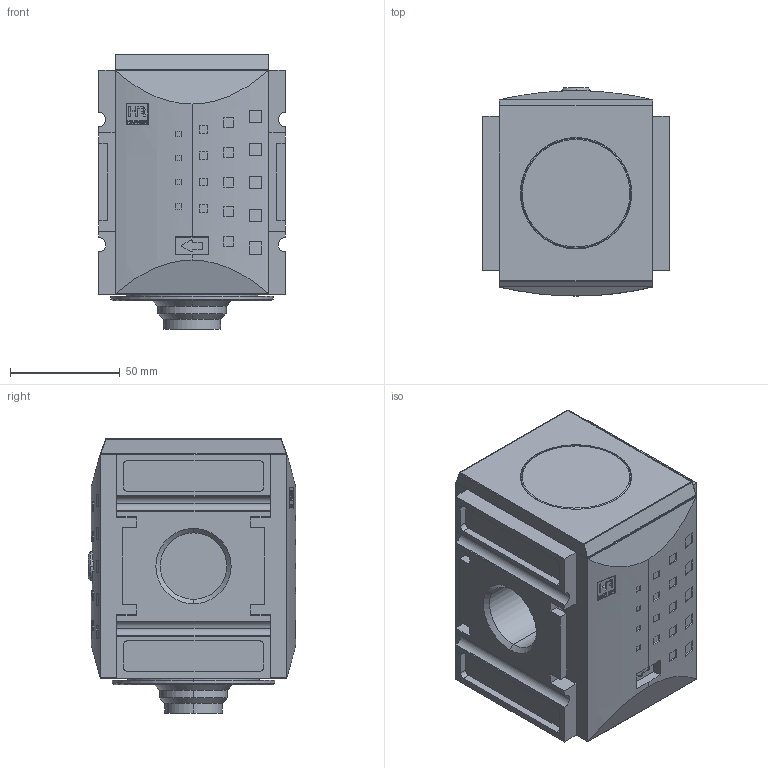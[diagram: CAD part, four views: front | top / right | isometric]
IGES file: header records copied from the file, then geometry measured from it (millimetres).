
Start section: SolidWorks IGES file using analytic representation for surfaces
Global section: file name: KSSV-41.IGS; native system: SolidWorks 2013; preprocessor: SolidWorks 2013; author: technolog; date: 140113.095949; units: millimetre
Bounding box: 85 x 94.64 x 125 mm (x, y, z)
Volume: 737067.5 mm3; surface area: 80140.5 mm2
Topology: 2 solids, 2 shells, 687 faces, 3762 edges, 4914 vertices
Faces by surface type: plane 458, revolution 183, bspline 46
